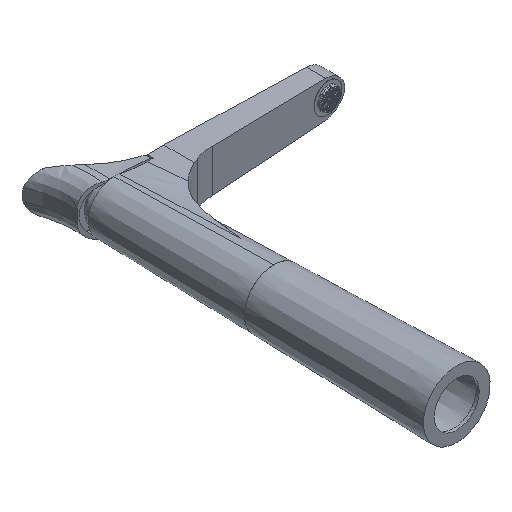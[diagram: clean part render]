
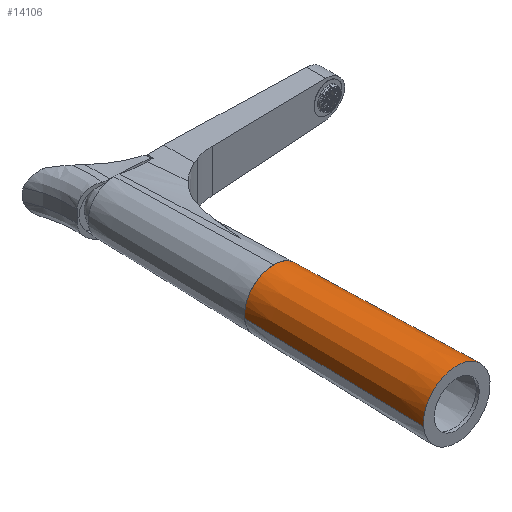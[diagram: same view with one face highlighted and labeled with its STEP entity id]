
A CAD part, isometric view. The second image highlights one B-rep face of the part: STEP entity #14106.
In plain terms, the highlighted conical face has half-angle 1.279 degrees and reference radius 24 mm.
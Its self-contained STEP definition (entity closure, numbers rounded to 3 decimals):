
#117 = VECTOR ( 'NONE', #10941, 1000. ) ;
#472 = VERTEX_POINT ( 'NONE', #11946 ) ;
#1165 = ORIENTED_EDGE ( 'NONE', *, *, #9633, .T. ) ;
#1172 = AXIS2_PLACEMENT_3D ( 'NONE', #11820, #10572, #3009 ) ;
#1443 = CARTESIAN_POINT ( 'NONE',  ( -47.422, -56.377, 162.871 ) ) ;
#1665 = ORIENTED_EDGE ( 'NONE', *, *, #11713, .F. ) ;
#2181 = ORIENTED_EDGE ( 'NONE', *, *, #4156, .T. ) ;
#2224 = VERTEX_POINT ( 'NONE', #13389 ) ;
#3009 = DIRECTION ( 'NONE',  ( 0.996, 0., 0.085 ) ) ;
#3106 = CARTESIAN_POINT ( 'NONE',  ( -47.422, -56.377, 162.871 ) ) ;
#4121 = FACE_OUTER_BOUND ( 'NONE', #8912, .T. ) ;
#4156 = EDGE_CURVE ( 'NONE', #472, #2224, #12130, .T. ) ;
#4478 = CARTESIAN_POINT ( 'NONE',  ( -23.508, -56.377, 164.9 ) ) ;
#5633 = VERTEX_POINT ( 'NONE', #4478 ) ;
#5949 = EDGE_CURVE ( 'NONE', #12512, #2224, #7264, .T. ) ;
#6325 = DIRECTION ( 'NONE',  ( -0.022, -1., -0.002 ) ) ;
#6438 = CARTESIAN_POINT ( 'NONE',  ( -23.508, -56.377, 164.9 ) ) ;
#6581 = DIRECTION ( 'NONE',  ( 0., -1., 0. ) ) ;
#6622 = DIRECTION ( 'NONE',  ( 0.996, 0., 0.085 ) ) ;
#6898 = CIRCLE ( 'NONE', #7538, 24. ) ;
#7022 = VECTOR ( 'NONE', #6325, 1000. ) ;
#7264 = CIRCLE ( 'NONE', #1172, 27.35 ) ;
#7538 = AXIS2_PLACEMENT_3D ( 'NONE', #1443, #7865, #9099 ) ;
#7865 = DIRECTION ( 'NONE',  ( 0., -1., 0. ) ) ;
#8912 = EDGE_LOOP ( 'NONE', ( #1165, #2181, #14131, #1665 ) ) ;
#9099 = DIRECTION ( 'NONE',  ( 0.996, 0., 0.085 ) ) ;
#9123 = CARTESIAN_POINT ( 'NONE',  ( -20.17, -206.377, 165.183 ) ) ;
#9557 = CONICAL_SURFACE ( 'NONE', #9816, 24., 0.022 ) ;
#9633 = EDGE_CURVE ( 'NONE', #5633, #472, #6898, .T. ) ;
#9816 = AXIS2_PLACEMENT_3D ( 'NONE', #3106, #6581, #6622 ) ;
#10572 = DIRECTION ( 'NONE',  ( 0., -1., 0. ) ) ;
#10582 = LINE ( 'NONE', #6438, #117 ) ;
#10733 = CARTESIAN_POINT ( 'NONE',  ( -71.336, -56.377, 160.841 ) ) ;
#10941 = DIRECTION ( 'NONE',  ( 0.022, -1., 0.002 ) ) ;
#11713 = EDGE_CURVE ( 'NONE', #5633, #12512, #10582, .T. ) ;
#11820 = CARTESIAN_POINT ( 'NONE',  ( -47.422, -206.377, 162.871 ) ) ;
#11946 = CARTESIAN_POINT ( 'NONE',  ( -71.336, -56.377, 160.841 ) ) ;
#12130 = LINE ( 'NONE', #10733, #7022 ) ;
#12512 = VERTEX_POINT ( 'NONE', #9123 ) ;
#13389 = CARTESIAN_POINT ( 'NONE',  ( -74.674, -206.377, 160.558 ) ) ;
#14106 = ADVANCED_FACE ( 'NONE', ( #4121 ), #9557, .T. ) ;
#14131 = ORIENTED_EDGE ( 'NONE', *, *, #5949, .F. ) ;
